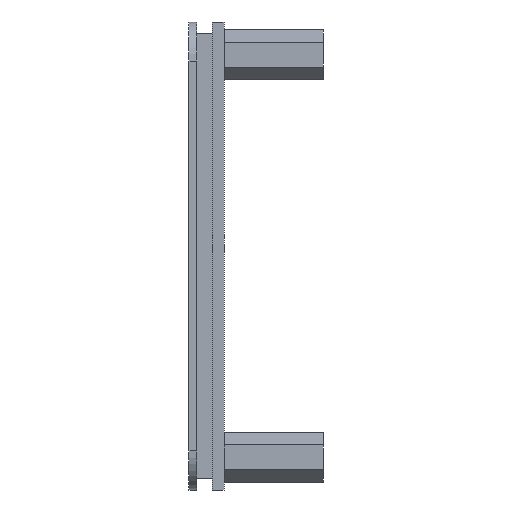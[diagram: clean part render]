
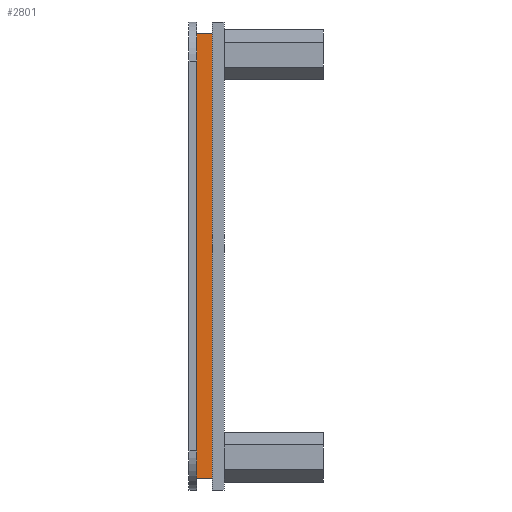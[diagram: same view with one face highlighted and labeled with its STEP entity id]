
A CAD part, left-side view. The second image highlights one B-rep face of the part: STEP entity #2801.
In plain terms, the highlighted planar face has unit normal (-1, 0, 0).
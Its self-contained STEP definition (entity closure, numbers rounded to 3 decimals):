
#79 = CARTESIAN_POINT ( 'NONE',  ( -46.5, 3.5, 28.5 ) ) ;
#82 = CARTESIAN_POINT ( 'NONE',  ( -46.5, 1.5, 28.5 ) ) ;
#178 = ORIENTED_EDGE ( 'NONE', *, *, #1304, .T. ) ;
#239 = DIRECTION ( 'NONE',  ( 0., -1., 0. ) ) ;
#297 = DIRECTION ( 'NONE',  ( 0., 0., -1. ) ) ;
#338 = AXIS2_PLACEMENT_3D ( 'NONE', #79, #1650, #297 ) ;
#490 = DIRECTION ( 'NONE',  ( 0., 0., 1. ) ) ;
#506 = VERTEX_POINT ( 'NONE', #1771 ) ;
#522 = LINE ( 'NONE', #2725, #2844 ) ;
#575 = VECTOR ( 'NONE', #1478, 1000. ) ;
#816 = CARTESIAN_POINT ( 'NONE',  ( -46.5, 3.5, 28.5 ) ) ;
#818 = EDGE_CURVE ( 'NONE', #506, #1472, #2363, .T. ) ;
#941 = EDGE_CURVE ( 'NONE', #996, #1472, #1730, .T. ) ;
#996 = VERTEX_POINT ( 'NONE', #816 ) ;
#1138 = VECTOR ( 'NONE', #1632, 1000. ) ;
#1190 = ORIENTED_EDGE ( 'NONE', *, *, #941, .F. ) ;
#1304 = EDGE_CURVE ( 'NONE', #1951, #506, #522, .T. ) ;
#1405 = CARTESIAN_POINT ( 'NONE',  ( -46.5, 3.5, 28.5 ) ) ;
#1468 = CARTESIAN_POINT ( 'NONE',  ( -46.5, 1.5, 28.5 ) ) ;
#1472 = VERTEX_POINT ( 'NONE', #82 ) ;
#1478 = DIRECTION ( 'NONE',  ( 0., 0., 1. ) ) ;
#1632 = DIRECTION ( 'NONE',  ( 0., -1., 0. ) ) ;
#1650 = DIRECTION ( 'NONE',  ( 1., 0., 0. ) ) ;
#1687 = LINE ( 'NONE', #1825, #2878 ) ;
#1730 = LINE ( 'NONE', #1405, #1138 ) ;
#1771 = CARTESIAN_POINT ( 'NONE',  ( -46.5, 1.5, -28.5 ) ) ;
#1811 = FACE_OUTER_BOUND ( 'NONE', #2532, .T. ) ;
#1825 = CARTESIAN_POINT ( 'NONE',  ( -46.5, 3.5, 28.5 ) ) ;
#1863 = PLANE ( 'NONE',  #338 ) ;
#1951 = VERTEX_POINT ( 'NONE', #2546 ) ;
#2353 = EDGE_CURVE ( 'NONE', #1951, #996, #1687, .T. ) ;
#2363 = LINE ( 'NONE', #1468, #575 ) ;
#2405 = ORIENTED_EDGE ( 'NONE', *, *, #2353, .F. ) ;
#2532 = EDGE_LOOP ( 'NONE', ( #2868, #1190, #2405, #178 ) ) ;
#2546 = CARTESIAN_POINT ( 'NONE',  ( -46.5, 3.5, -28.5 ) ) ;
#2725 = CARTESIAN_POINT ( 'NONE',  ( -46.5, 3.5, -28.5 ) ) ;
#2801 = ADVANCED_FACE ( 'NONE', ( #1811 ), #1863, .F. ) ;
#2844 = VECTOR ( 'NONE', #239, 1000. ) ;
#2868 = ORIENTED_EDGE ( 'NONE', *, *, #818, .T. ) ;
#2878 = VECTOR ( 'NONE', #490, 1000. ) ;
